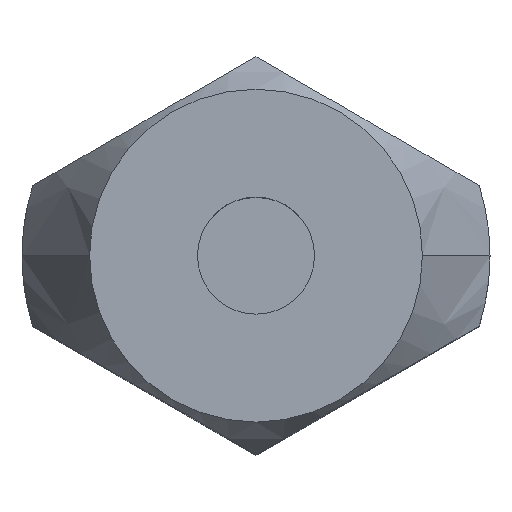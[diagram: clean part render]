
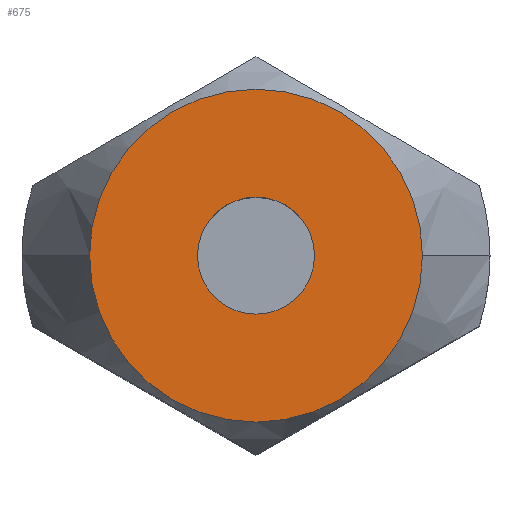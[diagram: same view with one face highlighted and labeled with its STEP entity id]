
A CAD part, top view. The second image highlights one B-rep face of the part: STEP entity #675.
In plain terms, the highlighted planar face has unit normal (0, 0, 1).
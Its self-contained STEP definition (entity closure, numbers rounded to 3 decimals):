
#35 = DIRECTION ( 'NONE',  ( 1., 0., 0. ) ) ;
#38 = CARTESIAN_POINT ( 'NONE',  ( 0., 0., 15. ) ) ;
#48 = DIRECTION ( 'NONE',  ( 0., 0., -1. ) ) ;
#50 = ORIENTED_EDGE ( 'NONE', *, *, #463, .F. ) ;
#55 = CARTESIAN_POINT ( 'NONE',  ( 0., 0., 15. ) ) ;
#72 = EDGE_CURVE ( 'NONE', #597, #245, #765, .T. ) ;
#77 = AXIS2_PLACEMENT_3D ( 'NONE', #38, #353, #586 ) ;
#108 = DIRECTION ( 'NONE',  ( 0., 0., 1. ) ) ;
#165 = AXIS2_PLACEMENT_3D ( 'NONE', #626, #515, #35 ) ;
#192 = CARTESIAN_POINT ( 'NONE',  ( -2.5, 0., 15. ) ) ;
#217 = CIRCLE ( 'NONE', #77, 7.113 ) ;
#237 = AXIS2_PLACEMENT_3D ( 'NONE', #514, #108, #684 ) ;
#243 = DIRECTION ( 'NONE',  ( 0., 0., 1. ) ) ;
#245 = VERTEX_POINT ( 'NONE', #500 ) ;
#248 = AXIS2_PLACEMENT_3D ( 'NONE', #55, #243, #658 ) ;
#256 = PLANE ( 'NONE',  #632 ) ;
#353 = DIRECTION ( 'NONE',  ( 0., 0., 1. ) ) ;
#373 = CIRCLE ( 'NONE', #248, 2.5 ) ;
#463 = EDGE_CURVE ( 'NONE', #652, #723, #687, .T. ) ;
#468 = ORIENTED_EDGE ( 'NONE', *, *, #643, .F. ) ;
#491 = CARTESIAN_POINT ( 'NONE',  ( 7.113, 0., 15. ) ) ;
#500 = CARTESIAN_POINT ( 'NONE',  ( -7.113, 0., 15. ) ) ;
#514 = CARTESIAN_POINT ( 'NONE',  ( 0., 0., 15. ) ) ;
#515 = DIRECTION ( 'NONE',  ( 0., 0., 1. ) ) ;
#536 = EDGE_CURVE ( 'NONE', #245, #597, #217, .T. ) ;
#546 = CARTESIAN_POINT ( 'NONE',  ( 7.113, 0., 15. ) ) ;
#549 = FACE_BOUND ( 'NONE', #602, .T. ) ;
#586 = DIRECTION ( 'NONE',  ( 1., 0., 0. ) ) ;
#597 = VERTEX_POINT ( 'NONE', #491 ) ;
#602 = EDGE_LOOP ( 'NONE', ( #50, #468 ) ) ;
#611 = CARTESIAN_POINT ( 'NONE',  ( 2.5, 0., 15. ) ) ;
#626 = CARTESIAN_POINT ( 'NONE',  ( 0., 0., 15. ) ) ;
#632 = AXIS2_PLACEMENT_3D ( 'NONE', #546, #48, #650 ) ;
#643 = EDGE_CURVE ( 'NONE', #723, #652, #373, .T. ) ;
#650 = DIRECTION ( 'NONE',  ( -1., 0., 0. ) ) ;
#652 = VERTEX_POINT ( 'NONE', #611 ) ;
#658 = DIRECTION ( 'NONE',  ( 1., 0., 0. ) ) ;
#675 = ADVANCED_FACE ( 'NONE', ( #549, #725 ), #256, .F. ) ;
#684 = DIRECTION ( 'NONE',  ( 1., 0., 0. ) ) ;
#687 = CIRCLE ( 'NONE', #237, 2.5 ) ;
#688 = EDGE_LOOP ( 'NONE', ( #711, #701 ) ) ;
#701 = ORIENTED_EDGE ( 'NONE', *, *, #72, .T. ) ;
#711 = ORIENTED_EDGE ( 'NONE', *, *, #536, .T. ) ;
#723 = VERTEX_POINT ( 'NONE', #192 ) ;
#725 = FACE_OUTER_BOUND ( 'NONE', #688, .T. ) ;
#765 = CIRCLE ( 'NONE', #165, 7.113 ) ;
